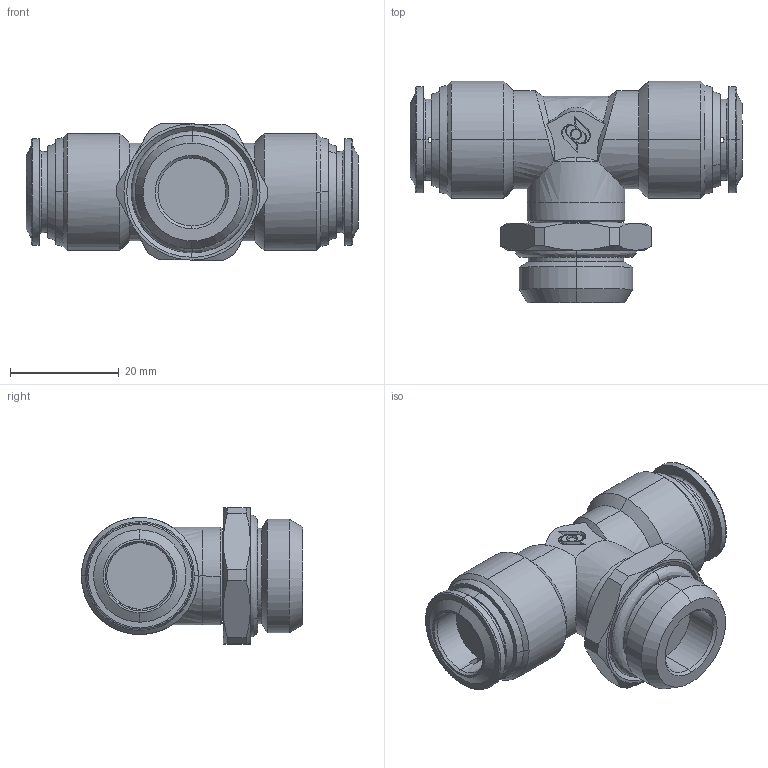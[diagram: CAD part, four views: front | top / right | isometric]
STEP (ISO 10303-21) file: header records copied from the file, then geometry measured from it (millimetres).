
FILE_DESCRIPTION (( 'STEP AP214' ), '1' );
FILE_NAME ('PT12-G04_ME.STEP', '2018-09-06T13:45:32', ( '' ), ( '' ), 'SwSTEP 2.0', 'SolidWorks 2018', '' );
FILE_SCHEMA (( 'AUTOMOTIVE_DESIGN' ));
Length unit declared in the file: millimetre
Products named in the file (1): PT12-G04_ME
Bounding box: 61 x 40.65 x 25.16 mm (x, y, z)
Volume: 22875.2 mm3; surface area: 8618.6 mm2
Topology: 2 solids, 2 shells, 203 faces, 511 edges, 328 vertices
Faces by surface type: bspline 203
Entity records: 10064 total; most frequent: CARTESIAN_POINT 7053, ORIENTED_EDGE 1022, EDGE_CURVE 511, B_SPLINE_CURVE_WITH_KNOTS 370, VERTEX_POINT 328, EDGE_LOOP 229, ADVANCED_FACE 203, FACE_OUTER_BOUND 203
